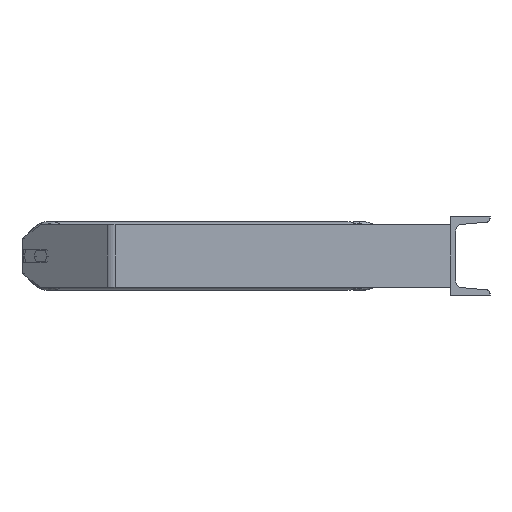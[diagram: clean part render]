
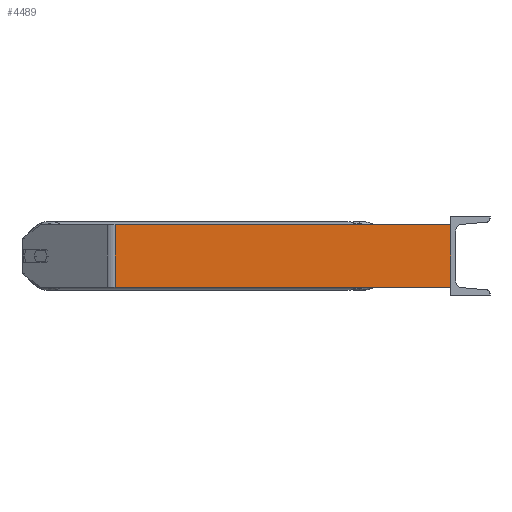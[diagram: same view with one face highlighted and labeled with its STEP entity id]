
A CAD part, left-side view. The second image highlights one B-rep face of the part: STEP entity #4489.
In plain terms, the highlighted planar face has unit normal (-1, 0, 0).
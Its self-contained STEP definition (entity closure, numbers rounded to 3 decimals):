
#358 = PLANE ( 'NONE',  #2762 ) ;
#1079 = EDGE_CURVE ( 'NONE', #6661, #5969, #8688, .T. ) ;
#1147 = DIRECTION ( 'NONE',  ( 1., 0., 0. ) ) ;
#1171 = ORIENTED_EDGE ( 'NONE', *, *, #1535, .F. ) ;
#1206 = CARTESIAN_POINT ( 'NONE',  ( -885., 430.366, 40. ) ) ;
#1261 = CARTESIAN_POINT ( 'NONE',  ( -885., 436.19, 40. ) ) ;
#1488 = LINE ( 'NONE', #7030, #2493 ) ;
#1535 = EDGE_CURVE ( 'NONE', #6380, #1987, #7301, .T. ) ;
#1797 = CARTESIAN_POINT ( 'NONE',  ( -885., 436.19, 40. ) ) ;
#1987 = VERTEX_POINT ( 'NONE', #8312 ) ;
#2117 = ORIENTED_EDGE ( 'NONE', *, *, #7994, .T. ) ;
#2493 = VECTOR ( 'NONE', #6291, 1000. ) ;
#2500 = VECTOR ( 'NONE', #5979, 1000. ) ;
#2605 = FACE_OUTER_BOUND ( 'NONE', #4206, .T. ) ;
#2762 = AXIS2_PLACEMENT_3D ( 'NONE', #1797, #1147, #7333 ) ;
#3215 = CARTESIAN_POINT ( 'NONE',  ( -885., 0., 40. ) ) ;
#4206 = EDGE_LOOP ( 'NONE', ( #2117, #1171, #6653, #7622 ) ) ;
#4489 = ADVANCED_FACE ( 'NONE', ( #2605 ), #358, .F. ) ;
#5866 = CARTESIAN_POINT ( 'NONE',  ( -885., 430.366, -40. ) ) ;
#5969 = VERTEX_POINT ( 'NONE', #5866 ) ;
#5979 = DIRECTION ( 'NONE',  ( 0., 0., -1. ) ) ;
#6271 = VECTOR ( 'NONE', #6809, 1000. ) ;
#6291 = DIRECTION ( 'NONE',  ( 0., -1., 0. ) ) ;
#6380 = VERTEX_POINT ( 'NONE', #7668 ) ;
#6540 = VECTOR ( 'NONE', #8043, 1000. ) ;
#6653 = ORIENTED_EDGE ( 'NONE', *, *, #6690, .F. ) ;
#6661 = VERTEX_POINT ( 'NONE', #8797 ) ;
#6690 = EDGE_CURVE ( 'NONE', #6661, #6380, #7502, .T. ) ;
#6809 = DIRECTION ( 'NONE',  ( 0., -1., 0. ) ) ;
#7030 = CARTESIAN_POINT ( 'NONE',  ( -885., 436.19, -40. ) ) ;
#7301 = LINE ( 'NONE', #3215, #2500 ) ;
#7333 = DIRECTION ( 'NONE',  ( 0., 1., 0. ) ) ;
#7502 = LINE ( 'NONE', #1261, #6271 ) ;
#7622 = ORIENTED_EDGE ( 'NONE', *, *, #1079, .T. ) ;
#7668 = CARTESIAN_POINT ( 'NONE',  ( -885., 0., 40. ) ) ;
#7994 = EDGE_CURVE ( 'NONE', #5969, #1987, #1488, .T. ) ;
#8043 = DIRECTION ( 'NONE',  ( 0., 0., -1. ) ) ;
#8312 = CARTESIAN_POINT ( 'NONE',  ( -885., 0., -40. ) ) ;
#8688 = LINE ( 'NONE', #1206, #6540 ) ;
#8797 = CARTESIAN_POINT ( 'NONE',  ( -885., 430.366, 40. ) ) ;
